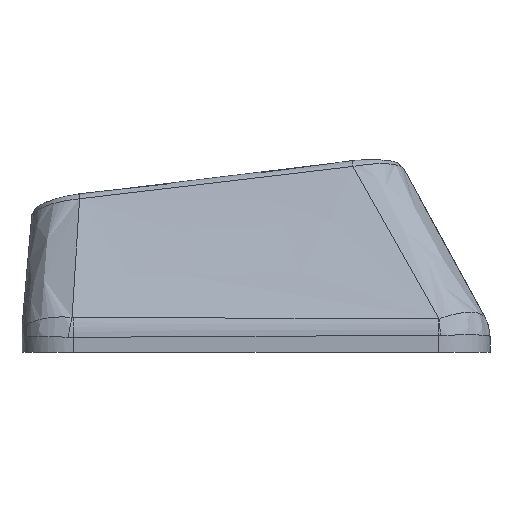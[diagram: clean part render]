
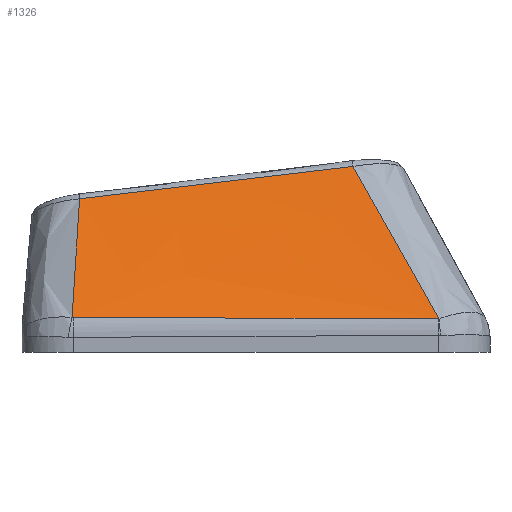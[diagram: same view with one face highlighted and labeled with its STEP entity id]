
A CAD part, left-side view. The second image highlights one B-rep face of the part: STEP entity #1326.
In plain terms, the highlighted free-form (B-spline) face has degree [3, 3] with [4, 4] control points.
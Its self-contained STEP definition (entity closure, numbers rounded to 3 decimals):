
#31=B_SPLINE_SURFACE_WITH_KNOTS('',3,3,((#2861,#2862,#2863,#2864),(#2865,
#2866,#2867,#2868),(#2869,#2870,#2871,#2872),(#2873,#2874,#2875,#2876)),
 .UNSPECIFIED.,.F.,.F.,.F.,(4,4),(4,4),(0.101,0.893),
(0.045,0.954),.UNSPECIFIED.);
#281=FACE_OUTER_BOUND('',#360,.T.);
#360=EDGE_LOOP('',(#1041,#1042,#1043,#1044,#1045,#1046));
#461=B_SPLINE_CURVE_WITH_KNOTS('',3,(#2551,#2552,#2553,#2554),
 .UNSPECIFIED.,.F.,.F.,(4,4),(0.,0.002),
 .UNSPECIFIED.);
#463=B_SPLINE_CURVE_WITH_KNOTS('',3,(#2578,#2579,#2580,#2581),
 .UNSPECIFIED.,.F.,.F.,(4,4),(0.,1.416),.UNSPECIFIED.);
#465=B_SPLINE_CURVE_WITH_KNOTS('',3,(#2605,#2606,#2607,#2608),
 .UNSPECIFIED.,.F.,.F.,(4,4),(0.,0.005),
 .UNSPECIFIED.);
#480=B_SPLINE_CURVE_WITH_KNOTS('',3,(#2878,#2879,#2880,#2881),
 .UNSPECIFIED.,.F.,.F.,(4,4),(0.036,0.771),
 .UNSPECIFIED.);
#481=B_SPLINE_CURVE_WITH_KNOTS('',3,(#2883,#2884,#2885,#2886),
 .UNSPECIFIED.,.F.,.F.,(4,4),(-1.068,0.),.UNSPECIFIED.);
#482=B_SPLINE_CURVE_WITH_KNOTS('',3,(#2887,#2888,#2889,#2890),
 .UNSPECIFIED.,.F.,.F.,(4,4),(-0.569,-0.031),
 .UNSPECIFIED.);
#594=VERTEX_POINT('',#2513);
#596=VERTEX_POINT('',#2544);
#598=VERTEX_POINT('',#2571);
#600=VERTEX_POINT('',#2598);
#616=VERTEX_POINT('',#2877);
#617=VERTEX_POINT('',#2882);
#757=EDGE_CURVE('',#594,#596,#461,.T.);
#760=EDGE_CURVE('',#596,#598,#463,.T.);
#763=EDGE_CURVE('',#598,#600,#465,.T.);
#787=EDGE_CURVE('',#616,#594,#480,.T.);
#788=EDGE_CURVE('',#617,#616,#481,.T.);
#789=EDGE_CURVE('',#600,#617,#482,.T.);
#1041=ORIENTED_EDGE('',*,*,#763,.F.);
#1042=ORIENTED_EDGE('',*,*,#760,.F.);
#1043=ORIENTED_EDGE('',*,*,#757,.F.);
#1044=ORIENTED_EDGE('',*,*,#787,.F.);
#1045=ORIENTED_EDGE('',*,*,#788,.F.);
#1046=ORIENTED_EDGE('',*,*,#789,.F.);
#1326=ADVANCED_FACE('',(#281),#31,.T.);
#2513=CARTESIAN_POINT('',(-8.936,-7.099,0.305));
#2544=CARTESIAN_POINT('',(-8.936,-7.078,0.304));
#2551=CARTESIAN_POINT('Ctrl Pts',(-8.936,-7.099,0.305));
#2552=CARTESIAN_POINT('Ctrl Pts',(-8.936,-7.092,0.305));
#2553=CARTESIAN_POINT('Ctrl Pts',(-8.936,-7.085,0.304));
#2554=CARTESIAN_POINT('Ctrl Pts',(-8.936,-7.078,0.304));
#2571=CARTESIAN_POINT('',(-8.867,7.086,0.356));
#2578=CARTESIAN_POINT('Ctrl Pts',(-8.936,-7.078,0.304));
#2579=CARTESIAN_POINT('Ctrl Pts',(-8.919,-2.357,0.32));
#2580=CARTESIAN_POINT('Ctrl Pts',(-8.897,2.364,0.337));
#2581=CARTESIAN_POINT('Ctrl Pts',(-8.867,7.086,0.356));
#2598=CARTESIAN_POINT('',(-8.864,7.138,0.361));
#2605=CARTESIAN_POINT('Ctrl Pts',(-8.867,7.086,0.356));
#2606=CARTESIAN_POINT('Ctrl Pts',(-8.867,7.103,0.356));
#2607=CARTESIAN_POINT('Ctrl Pts',(-8.866,7.121,0.358));
#2608=CARTESIAN_POINT('Ctrl Pts',(-8.864,7.138,0.361));
#2861=CARTESIAN_POINT('Ctrl Pts',(-6.11,-4.134,6.257));
#2862=CARTESIAN_POINT('Ctrl Pts',(-7.052,-5.122,4.273));
#2863=CARTESIAN_POINT('Ctrl Pts',(-7.994,-6.111,2.289));
#2864=CARTESIAN_POINT('Ctrl Pts',(-8.936,-7.099,0.304));
#2865=CARTESIAN_POINT('Ctrl Pts',(-6.11,-0.376,5.822));
#2866=CARTESIAN_POINT('Ctrl Pts',(-7.052,-1.035,3.976));
#2867=CARTESIAN_POINT('Ctrl Pts',(-7.994,-1.694,2.13));
#2868=CARTESIAN_POINT('Ctrl Pts',(-8.936,-2.353,0.283));
#2869=CARTESIAN_POINT('Ctrl Pts',(-6.11,3.382,5.387));
#2870=CARTESIAN_POINT('Ctrl Pts',(-7.052,3.052,3.679));
#2871=CARTESIAN_POINT('Ctrl Pts',(-7.994,2.722,1.97));
#2872=CARTESIAN_POINT('Ctrl Pts',(-8.936,2.392,0.262));
#2873=CARTESIAN_POINT('Ctrl Pts',(-6.11,7.14,4.953));
#2874=CARTESIAN_POINT('Ctrl Pts',(-7.052,7.14,3.382));
#2875=CARTESIAN_POINT('Ctrl Pts',(-7.994,7.139,1.811));
#2876=CARTESIAN_POINT('Ctrl Pts',(-8.936,7.138,0.241));
#2877=CARTESIAN_POINT('',(-6.11,-3.758,6.214));
#2878=CARTESIAN_POINT('Ctrl Pts',(-6.11,-3.758,6.214));
#2879=CARTESIAN_POINT('Ctrl Pts',(-7.058,-4.877,4.249));
#2880=CARTESIAN_POINT('Ctrl Pts',(-7.999,-5.99,2.278));
#2881=CARTESIAN_POINT('Ctrl Pts',(-8.936,-7.099,0.305));
#2882=CARTESIAN_POINT('',(-6.125,6.845,4.961));
#2883=CARTESIAN_POINT('Ctrl Pts',(-6.125,6.845,4.961));
#2884=CARTESIAN_POINT('Ctrl Pts',(-6.12,3.31,5.375));
#2885=CARTESIAN_POINT('Ctrl Pts',(-6.115,-0.224,
5.793));
#2886=CARTESIAN_POINT('Ctrl Pts',(-6.11,-3.758,6.214));
#2887=CARTESIAN_POINT('Ctrl Pts',(-8.864,7.138,0.361));
#2888=CARTESIAN_POINT('Ctrl Pts',(-7.946,7.034,1.892));
#2889=CARTESIAN_POINT('Ctrl Pts',(-7.032,6.935,3.425));
#2890=CARTESIAN_POINT('Ctrl Pts',(-6.125,6.845,4.961));
